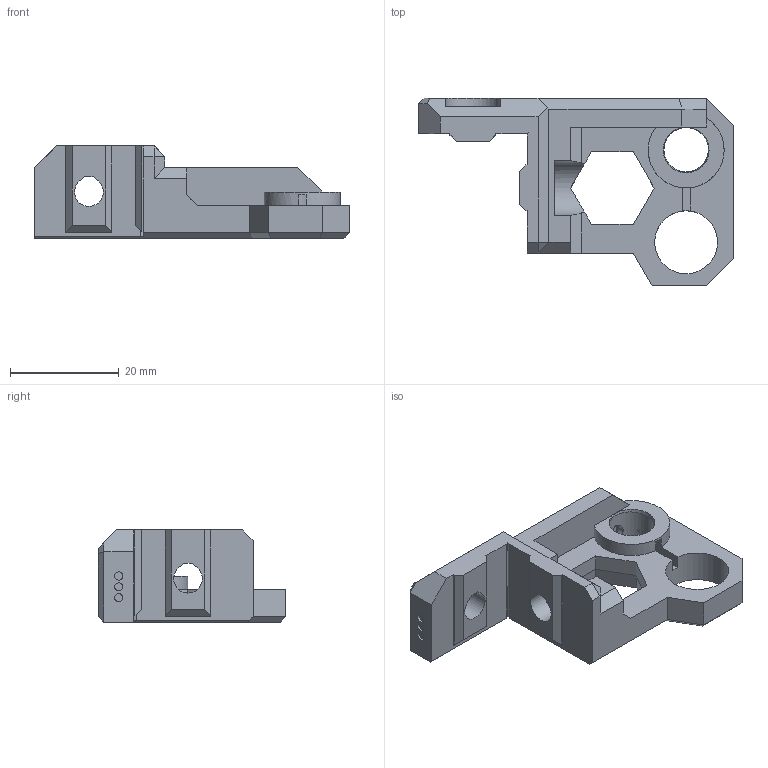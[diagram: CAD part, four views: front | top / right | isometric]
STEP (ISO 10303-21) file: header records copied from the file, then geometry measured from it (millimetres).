
FILE_DESCRIPTION(('FreeCAD Model'),'2;1');
FILE_NAME('z-top-right.step', '2020-04-13T20:21:50',('Author'),(''), 'Open CASCADE STEP processor 7.3','FreeCAD','Unknown');
FILE_SCHEMA(('AUTOMOTIVE_DESIGN { 1 0 10303 214 1 1 1 1 }'));
Length unit declared in the file: millimetre
Products named in the file (1): Cut008
Bounding box: 58 x 34.52 x 17 mm (x, y, z)
Volume: 9464.9 mm3; surface area: 5992.2 mm2
Topology: 1 solids, 8 shells, 177 faces, 453 edges, 291 vertices
Faces by surface type: plane 148, cylinder 21, cone 5, bspline 3
Full cylindrical faces by diameter (mm): 1.5 x3, 8.2 x1, 11.6 x1
Entity records: 14891 total; most frequent: CARTESIAN_POINT 4644, DIRECTION 1610, LINE 1154, VECTOR 1154, ORIENTED_EDGE 906, PCURVE 906, DEFINITIONAL_REPRESENTATION 906, EDGE_CURVE 453
